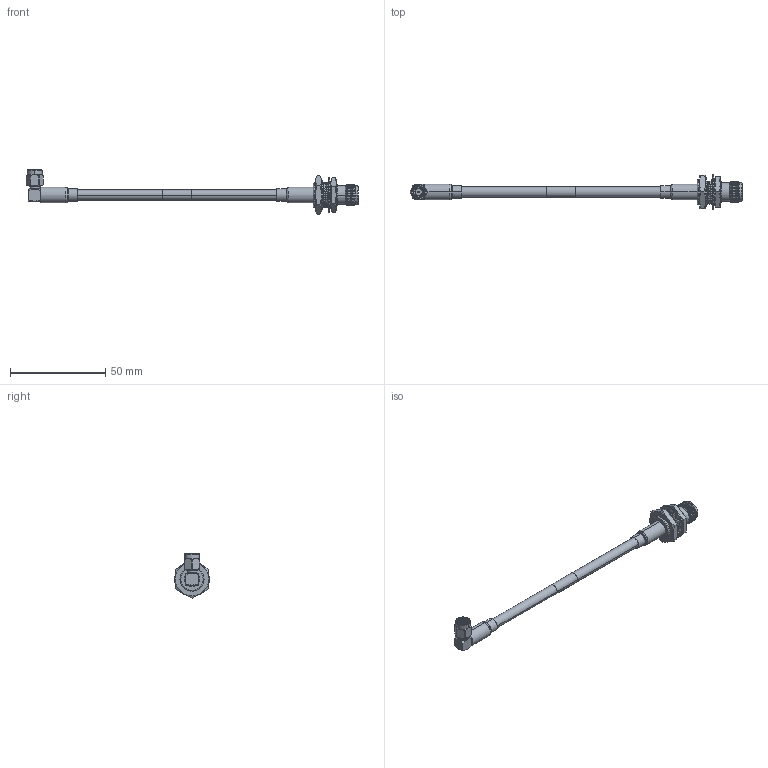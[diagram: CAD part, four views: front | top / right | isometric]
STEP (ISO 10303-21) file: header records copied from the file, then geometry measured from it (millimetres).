
FILE_DESCRIPTION (( 'STEP AP203' ), '1' );
FILE_NAME ('FMCA2740.STEP', '2022-03-09T18:35:32', ( '' ), ( '' ), 'SwSTEP 2.0', 'SolidWorks 2021', '' );
FILE_SCHEMA (( 'CONFIG_CONTROL_DESIGN' ));
Length unit declared in the file: millimetre
Products named in the file (7): SC6050; FMCN1761; RG223_with label; CA-240-MA1_.75" Long; FMCN1761_FERRULE; FMCA2740
Assembly tree (7 placements, depth 3):
  FMCA2740
    RG223_with label
    FMCN1761
      FMCN1761
      FMCN1761_FERRULE
    SC6050
    CA-240-MA1_.75" Long  x2
Bounding box: 174.38 x 18.34 x 23.44 mm (x, y, z)
Volume: 6836.5 mm3; surface area: 9861.7 mm2
Topology: 12 solids, 13 shells, 3610 faces, 7788 edges, 4226 vertices
Faces by surface type: bspline 2478, cylinder 695, plane 322, cone 91, torus 24
Entity records: 155202 total; most frequent: CARTESIAN_POINT 105024, ORIENTED_EDGE 15484, EDGE_CURVE 7742, VERTEX_POINT 4202, DIRECTION 3757, EDGE_LOOP 3626, FACE_OUTER_BOUND 3588, ADVANCED_FACE 3588
